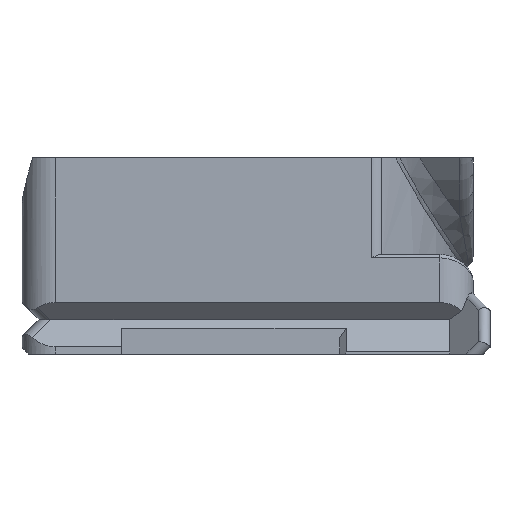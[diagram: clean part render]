
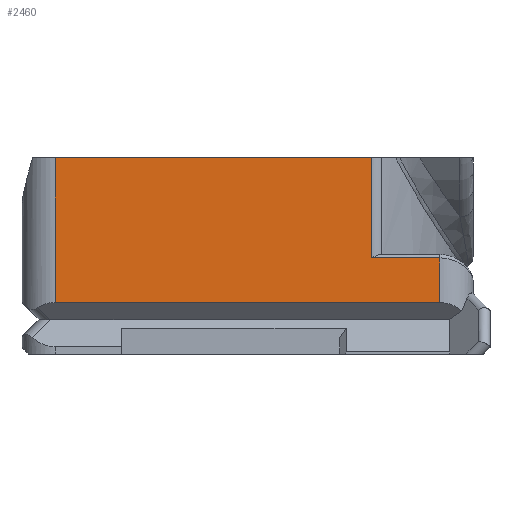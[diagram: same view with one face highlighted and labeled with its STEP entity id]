
A CAD part, left-side view. The second image highlights one B-rep face of the part: STEP entity #2460.
In plain terms, the highlighted planar face has unit normal (-1, 0, 0).
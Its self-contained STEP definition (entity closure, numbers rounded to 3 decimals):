
#548=ORIENTED_EDGE('',*,*,#1199,.T.);
#549=ORIENTED_EDGE('',*,*,#1304,.T.);
#550=ORIENTED_EDGE('',*,*,#1305,.T.);
#551=ORIENTED_EDGE('',*,*,#1306,.F.);
#552=ORIENTED_EDGE('',*,*,#1307,.T.);
#553=ORIENTED_EDGE('',*,*,#1205,.F.);
#1199=EDGE_CURVE('',#1589,#1588,#1797,.F.);
#1205=EDGE_CURVE('',#1589,#1593,#1799,.T.);
#1304=EDGE_CURVE('',#1588,#1672,#1865,.T.);
#1305=EDGE_CURVE('',#1672,#1673,#1866,.F.);
#1306=EDGE_CURVE('',#1674,#1673,#1867,.T.);
#1307=EDGE_CURVE('',#1674,#1593,#1868,.T.);
#1588=VERTEX_POINT('',#3682);
#1589=VERTEX_POINT('',#3684);
#1593=VERTEX_POINT('',#3698);
#1672=VERTEX_POINT('',#3920);
#1673=VERTEX_POINT('',#3922);
#1674=VERTEX_POINT('',#3924);
#1797=LINE('',#3683,#1955);
#1799=LINE('',#3697,#1957);
#1865=LINE('',#3919,#2023);
#1866=LINE('',#3921,#2024);
#1867=LINE('',#3923,#2025);
#1868=LINE('',#3925,#2026);
#1955=VECTOR('',#2861,1000.);
#1957=VECTOR('',#2871,1000.);
#2023=VECTOR('',#3017,1000.);
#2024=VECTOR('',#3018,1000.);
#2025=VECTOR('',#3019,1000.);
#2026=VECTOR('',#3020,1000.);
#2121=EDGE_LOOP('',(#548,#549,#550,#551,#552,#553));
#2267=FACE_BOUND('',#2121,.T.);
#2395=PLANE('',#2654);
#2460=ADVANCED_FACE('',(#2267),#2395,.T.);
#2654=AXIS2_PLACEMENT_3D('',#3918,#3015,#3016);
#2861=DIRECTION('',(0.,0.,-1.));
#2871=DIRECTION('',(0.,1.,0.));
#3015=DIRECTION('',(-1.,0.,0.));
#3016=DIRECTION('',(0.,-1.,0.));
#3017=DIRECTION('',(0.,1.,0.));
#3018=DIRECTION('',(0.,0.,-1.));
#3019=DIRECTION('',(0.,-1.,0.));
#3020=DIRECTION('',(0.,0.,-1.));
#3682=CARTESIAN_POINT('',(-13.5,-11.5,5.759));
#3683=CARTESIAN_POINT('',(-13.5,-11.5,20.));
#3684=CARTESIAN_POINT('',(-13.5,-11.5,3.091));
#3697=CARTESIAN_POINT('',(-13.5,0.,3.091));
#3698=CARTESIAN_POINT('',(-13.5,11.5,3.091));
#3918=CARTESIAN_POINT('',(-13.5,0.,20.));
#3919=CARTESIAN_POINT('',(-13.5,-7.4,5.759));
#3920=CARTESIAN_POINT('',(-13.5,-7.4,5.759));
#3921=CARTESIAN_POINT('',(-13.5,-7.4,11.75));
#3922=CARTESIAN_POINT('',(-13.5,-7.4,11.75));
#3923=CARTESIAN_POINT('',(-13.5,0.,11.75));
#3924=CARTESIAN_POINT('',(-13.5,11.5,11.75));
#3925=CARTESIAN_POINT('',(-13.5,11.5,0.));
